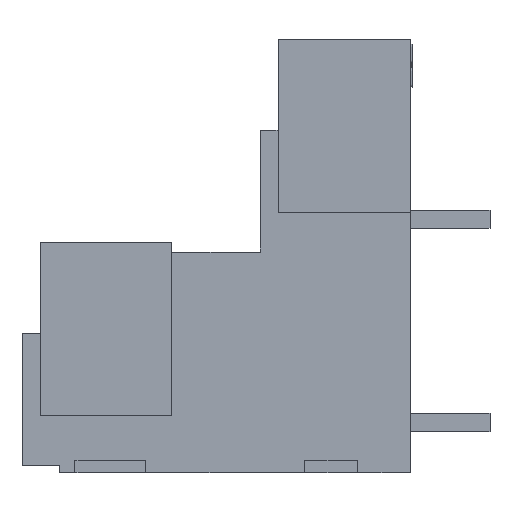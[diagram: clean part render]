
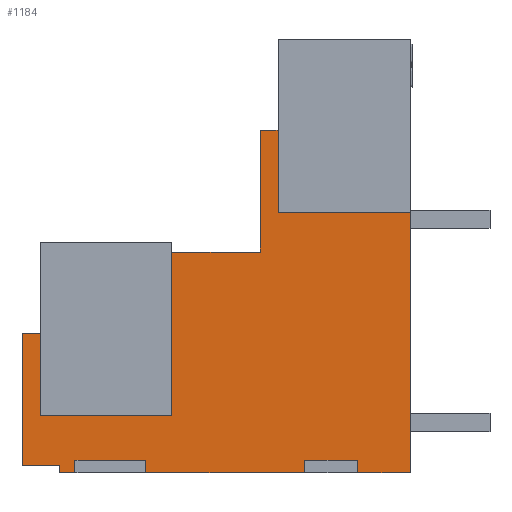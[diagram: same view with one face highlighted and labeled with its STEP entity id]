
A CAD part, left-side view. The second image highlights one B-rep face of the part: STEP entity #1184.
In plain terms, the highlighted planar face has unit normal (-1, 0, 0).
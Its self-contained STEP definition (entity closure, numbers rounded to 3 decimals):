
#1027=AXIS2_PLACEMENT_3D('Plane Axis2P3D',#1024,#1025,#1026) ;
#116=CARTESIAN_POINT('Vertex',(0.7,18.025,3.25)) ;
#119=CARTESIAN_POINT('Line Origine',(0.7,18.025,7.875)) ;
#123=CARTESIAN_POINT('Vertex',(0.7,18.025,12.5)) ;
#453=CARTESIAN_POINT('Line Origine',(0.7,25.475,5.575)) ;
#457=CARTESIAN_POINT('Vertex',(0.7,25.475,7.9)) ;
#459=CARTESIAN_POINT('Vertex',(0.7,25.475,3.25)) ;
#813=CARTESIAN_POINT('Line Origine',(0.7,21.75,3.25)) ;
#1024=CARTESIAN_POINT('Axis2P3D Location',(0.7,4.5,0.4)) ;
#1029=CARTESIAN_POINT('Line Origine',(0.7,15.,0.)) ;
#1033=CARTESIAN_POINT('Vertex',(0.7,19.5,0.)) ;
#1035=CARTESIAN_POINT('Vertex',(0.7,10.5,0.)) ;
#1038=CARTESIAN_POINT('Line Origine',(0.7,10.5,0.35)) ;
#1042=CARTESIAN_POINT('Vertex',(0.7,10.5,0.7)) ;
#1045=CARTESIAN_POINT('Line Origine',(0.7,9.,0.7)) ;
#1049=CARTESIAN_POINT('Vertex',(0.7,7.5,0.7)) ;
#1052=CARTESIAN_POINT('Line Origine',(0.7,7.5,0.35)) ;
#1056=CARTESIAN_POINT('Vertex',(0.7,7.5,0.)) ;
#1059=CARTESIAN_POINT('Line Origine',(0.7,6.,0.)) ;
#1063=CARTESIAN_POINT('Vertex',(0.7,4.5,0.)) ;
#1066=CARTESIAN_POINT('Line Origine',(0.7,4.5,7.375)) ;
#1070=CARTESIAN_POINT('Vertex',(0.7,4.5,14.75)) ;
#1073=CARTESIAN_POINT('Line Origine',(0.7,8.25,14.75)) ;
#1077=CARTESIAN_POINT('Vertex',(0.7,12.,14.75)) ;
#1080=CARTESIAN_POINT('Line Origine',(0.7,12.,17.075)) ;
#1084=CARTESIAN_POINT('Vertex',(0.7,12.,19.4)) ;
#1087=CARTESIAN_POINT('Line Origine',(0.7,12.5,19.4)) ;
#1091=CARTESIAN_POINT('Vertex',(0.7,13.,19.4)) ;
#1094=CARTESIAN_POINT('Line Origine',(0.7,13.,15.95)) ;
#1098=CARTESIAN_POINT('Vertex',(0.7,13.,12.5)) ;
#1101=CARTESIAN_POINT('Line Origine',(0.7,15.513,12.5)) ;
#1106=CARTESIAN_POINT('Line Origine',(0.7,25.987,7.9)) ;
#1110=CARTESIAN_POINT('Vertex',(0.7,26.5,7.9)) ;
#1113=CARTESIAN_POINT('Line Origine',(0.7,26.5,4.15)) ;
#1117=CARTESIAN_POINT('Vertex',(0.7,26.5,0.4)) ;
#1120=CARTESIAN_POINT('Line Origine',(0.7,25.445,0.4)) ;
#1124=CARTESIAN_POINT('Vertex',(0.7,24.39,0.4)) ;
#1127=CARTESIAN_POINT('Line Origine',(0.7,24.39,0.2)) ;
#1131=CARTESIAN_POINT('Vertex',(0.7,24.39,0.)) ;
#1134=CARTESIAN_POINT('Line Origine',(0.7,23.945,0.)) ;
#1138=CARTESIAN_POINT('Vertex',(0.7,23.5,0.)) ;
#1141=CARTESIAN_POINT('Line Origine',(0.7,23.5,0.35)) ;
#1145=CARTESIAN_POINT('Vertex',(0.7,23.5,0.7)) ;
#1148=CARTESIAN_POINT('Line Origine',(0.7,21.5,0.7)) ;
#1152=CARTESIAN_POINT('Vertex',(0.7,19.5,0.7)) ;
#1155=CARTESIAN_POINT('Line Origine',(0.7,19.5,0.35)) ;
#120=DIRECTION('Vector Direction',(0.,0.,-1.)) ;
#454=DIRECTION('Vector Direction',(0.,0.,-1.)) ;
#814=DIRECTION('Vector Direction',(0.,-1.,0.)) ;
#1025=DIRECTION('Axis2P3D Direction',(-1.,0.,0.)) ;
#1026=DIRECTION('Axis2P3D XDirection',(0.,0.,-1.)) ;
#1030=DIRECTION('Vector Direction',(0.,-1.,0.)) ;
#1039=DIRECTION('Vector Direction',(0.,0.,1.)) ;
#1046=DIRECTION('Vector Direction',(0.,1.,0.)) ;
#1053=DIRECTION('Vector Direction',(0.,0.,1.)) ;
#1060=DIRECTION('Vector Direction',(0.,-1.,0.)) ;
#1067=DIRECTION('Vector Direction',(0.,0.,1.)) ;
#1074=DIRECTION('Vector Direction',(0.,-1.,0.)) ;
#1081=DIRECTION('Vector Direction',(0.,0.,-1.)) ;
#1088=DIRECTION('Vector Direction',(0.,1.,0.)) ;
#1095=DIRECTION('Vector Direction',(0.,0.,-1.)) ;
#1102=DIRECTION('Vector Direction',(0.,1.,0.)) ;
#1107=DIRECTION('Vector Direction',(0.,1.,0.)) ;
#1114=DIRECTION('Vector Direction',(0.,0.,1.)) ;
#1121=DIRECTION('Vector Direction',(0.,1.,0.)) ;
#1128=DIRECTION('Vector Direction',(0.,0.,1.)) ;
#1135=DIRECTION('Vector Direction',(0.,-1.,0.)) ;
#1142=DIRECTION('Vector Direction',(0.,0.,1.)) ;
#1149=DIRECTION('Vector Direction',(0.,1.,0.)) ;
#1156=DIRECTION('Vector Direction',(0.,0.,1.)) ;
#121=VECTOR('Line Direction',#120,1.) ;
#455=VECTOR('Line Direction',#454,1.) ;
#815=VECTOR('Line Direction',#814,1.) ;
#1031=VECTOR('Line Direction',#1030,1.) ;
#1040=VECTOR('Line Direction',#1039,1.) ;
#1047=VECTOR('Line Direction',#1046,1.) ;
#1054=VECTOR('Line Direction',#1053,1.) ;
#1061=VECTOR('Line Direction',#1060,1.) ;
#1068=VECTOR('Line Direction',#1067,1.) ;
#1075=VECTOR('Line Direction',#1074,1.) ;
#1082=VECTOR('Line Direction',#1081,1.) ;
#1089=VECTOR('Line Direction',#1088,1.) ;
#1096=VECTOR('Line Direction',#1095,1.) ;
#1103=VECTOR('Line Direction',#1102,1.) ;
#1108=VECTOR('Line Direction',#1107,1.) ;
#1115=VECTOR('Line Direction',#1114,1.) ;
#1122=VECTOR('Line Direction',#1121,1.) ;
#1129=VECTOR('Line Direction',#1128,1.) ;
#1136=VECTOR('Line Direction',#1135,1.) ;
#1143=VECTOR('Line Direction',#1142,1.) ;
#1150=VECTOR('Line Direction',#1149,1.) ;
#1157=VECTOR('Line Direction',#1156,1.) ;
#1161=ORIENTED_EDGE('',*,*,#1037,.T.) ;
#1162=ORIENTED_EDGE('',*,*,#1044,.T.) ;
#1163=ORIENTED_EDGE('',*,*,#1051,.F.) ;
#1164=ORIENTED_EDGE('',*,*,#1058,.F.) ;
#1165=ORIENTED_EDGE('',*,*,#1065,.T.) ;
#1166=ORIENTED_EDGE('',*,*,#1072,.T.) ;
#1167=ORIENTED_EDGE('',*,*,#1079,.F.) ;
#1168=ORIENTED_EDGE('',*,*,#1086,.F.) ;
#1169=ORIENTED_EDGE('',*,*,#1093,.T.) ;
#1170=ORIENTED_EDGE('',*,*,#1100,.T.) ;
#1171=ORIENTED_EDGE('',*,*,#1105,.T.) ;
#1172=ORIENTED_EDGE('',*,*,#125,.T.) ;
#1173=ORIENTED_EDGE('',*,*,#817,.F.) ;
#1174=ORIENTED_EDGE('',*,*,#461,.F.) ;
#1175=ORIENTED_EDGE('',*,*,#1112,.T.) ;
#1176=ORIENTED_EDGE('',*,*,#1119,.F.) ;
#1177=ORIENTED_EDGE('',*,*,#1126,.F.) ;
#1178=ORIENTED_EDGE('',*,*,#1133,.F.) ;
#1179=ORIENTED_EDGE('',*,*,#1140,.T.) ;
#1180=ORIENTED_EDGE('',*,*,#1147,.T.) ;
#1181=ORIENTED_EDGE('',*,*,#1154,.F.) ;
#1182=ORIENTED_EDGE('',*,*,#1159,.F.) ;
#1184=ADVANCED_FACE('HOUSING',(#1183),#1028,.T.) ;
#125=EDGE_CURVE('',#124,#117,#122,.T.) ;
#461=EDGE_CURVE('',#458,#460,#456,.T.) ;
#817=EDGE_CURVE('',#460,#117,#816,.T.) ;
#1037=EDGE_CURVE('',#1034,#1036,#1032,.T.) ;
#1044=EDGE_CURVE('',#1036,#1043,#1041,.T.) ;
#1051=EDGE_CURVE('',#1050,#1043,#1048,.T.) ;
#1058=EDGE_CURVE('',#1057,#1050,#1055,.T.) ;
#1065=EDGE_CURVE('',#1057,#1064,#1062,.T.) ;
#1072=EDGE_CURVE('',#1064,#1071,#1069,.T.) ;
#1079=EDGE_CURVE('',#1078,#1071,#1076,.T.) ;
#1086=EDGE_CURVE('',#1085,#1078,#1083,.T.) ;
#1093=EDGE_CURVE('',#1085,#1092,#1090,.T.) ;
#1100=EDGE_CURVE('',#1092,#1099,#1097,.T.) ;
#1105=EDGE_CURVE('',#1099,#124,#1104,.T.) ;
#1112=EDGE_CURVE('',#458,#1111,#1109,.T.) ;
#1119=EDGE_CURVE('',#1118,#1111,#1116,.T.) ;
#1126=EDGE_CURVE('',#1125,#1118,#1123,.T.) ;
#1133=EDGE_CURVE('',#1132,#1125,#1130,.T.) ;
#1140=EDGE_CURVE('',#1132,#1139,#1137,.T.) ;
#1147=EDGE_CURVE('',#1139,#1146,#1144,.T.) ;
#1154=EDGE_CURVE('',#1153,#1146,#1151,.T.) ;
#1159=EDGE_CURVE('',#1034,#1153,#1158,.T.) ;
#1160=EDGE_LOOP('',(#1161,#1162,#1163,#1164,#1165,#1166,#1167,#1168,#1169,#1170,#1171,#1172,#1173,#1174,#1175,#1176,#1177,#1178,#1179,#1180,#1181,#1182)) ;
#1183=FACE_OUTER_BOUND('',#1160,.T.) ;
#122=LINE('Line',#119,#121) ;
#456=LINE('Line',#453,#455) ;
#816=LINE('Line',#813,#815) ;
#1032=LINE('Line',#1029,#1031) ;
#1041=LINE('Line',#1038,#1040) ;
#1048=LINE('Line',#1045,#1047) ;
#1055=LINE('Line',#1052,#1054) ;
#1062=LINE('Line',#1059,#1061) ;
#1069=LINE('Line',#1066,#1068) ;
#1076=LINE('Line',#1073,#1075) ;
#1083=LINE('Line',#1080,#1082) ;
#1090=LINE('Line',#1087,#1089) ;
#1097=LINE('Line',#1094,#1096) ;
#1104=LINE('Line',#1101,#1103) ;
#1109=LINE('Line',#1106,#1108) ;
#1116=LINE('Line',#1113,#1115) ;
#1123=LINE('Line',#1120,#1122) ;
#1130=LINE('Line',#1127,#1129) ;
#1137=LINE('Line',#1134,#1136) ;
#1144=LINE('Line',#1141,#1143) ;
#1151=LINE('Line',#1148,#1150) ;
#1158=LINE('Line',#1155,#1157) ;
#1028=PLANE('',#1027) ;
#117=VERTEX_POINT('',#116) ;
#124=VERTEX_POINT('',#123) ;
#458=VERTEX_POINT('',#457) ;
#460=VERTEX_POINT('',#459) ;
#1034=VERTEX_POINT('',#1033) ;
#1036=VERTEX_POINT('',#1035) ;
#1043=VERTEX_POINT('',#1042) ;
#1050=VERTEX_POINT('',#1049) ;
#1057=VERTEX_POINT('',#1056) ;
#1064=VERTEX_POINT('',#1063) ;
#1071=VERTEX_POINT('',#1070) ;
#1078=VERTEX_POINT('',#1077) ;
#1085=VERTEX_POINT('',#1084) ;
#1092=VERTEX_POINT('',#1091) ;
#1099=VERTEX_POINT('',#1098) ;
#1111=VERTEX_POINT('',#1110) ;
#1118=VERTEX_POINT('',#1117) ;
#1125=VERTEX_POINT('',#1124) ;
#1132=VERTEX_POINT('',#1131) ;
#1139=VERTEX_POINT('',#1138) ;
#1146=VERTEX_POINT('',#1145) ;
#1153=VERTEX_POINT('',#1152) ;
